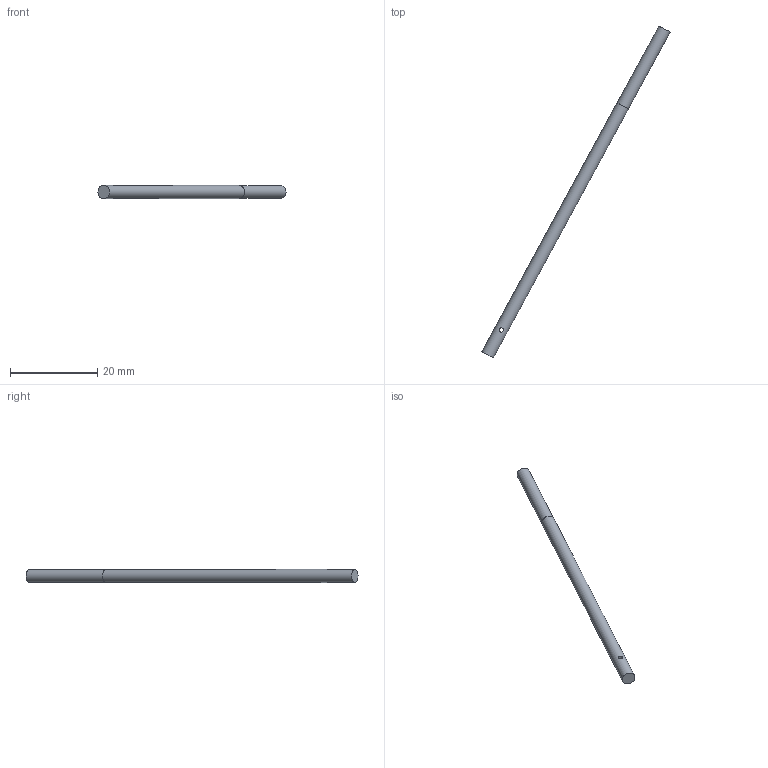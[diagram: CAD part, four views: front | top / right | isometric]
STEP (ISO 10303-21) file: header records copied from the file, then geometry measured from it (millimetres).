
FILE_DESCRIPTION(/* description */ (''),/* implementation_level */ '2;1');
FILE_NAME(/* name */ 'Spindel_M3.step',/* time_stamp */ '2026-01-01T21:43:02+01:00',/* author */ (''),/* organization */ (''),/* preprocessor_version */ 'ST-DEVELOPER v20.1',/* originating_system */ 'Autodesk Translation Framework v14.21.0.0',/* authorisation */ '');
FILE_SCHEMA (('AUTOMOTIVE_DESIGN { 1 0 10303 214 3 1 1 }'));
Length unit declared in the file: millimetre
Products named in the file (2): TabletHolderAssembly_NokiaT10; Spindle M3
Assembly tree (1 placements, depth 2):
  TabletHolderAssembly_NokiaT10
    Spindle M3
Bounding box: 43.14 x 76.12 x 3 mm (x, y, z)
Volume: 591.7 mm3; surface area: 818.2 mm2
Topology: 1 solids, 1 shells, 6 faces, 11 edges, 8 vertices
Faces by surface type: cylinder 3, plane 3
Full cylindrical faces by diameter (mm): 1 x1, 2.927 x1, 3 x1
Entity records: 273 total; most frequent: CARTESIAN_POINT 97, DIRECTION 29, ORIENTED_EDGE 22, AXIS2_PLACEMENT_3D 13, EDGE_CURVE 11, EDGE_LOOP 9, VERTEX_POINT 8, FACE_OUTER_BOUND 6
